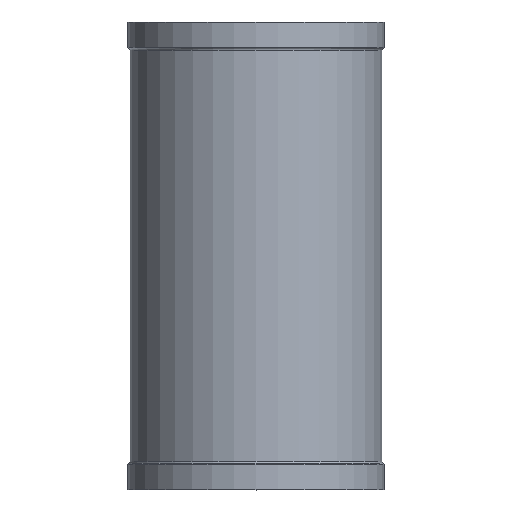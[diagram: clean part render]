
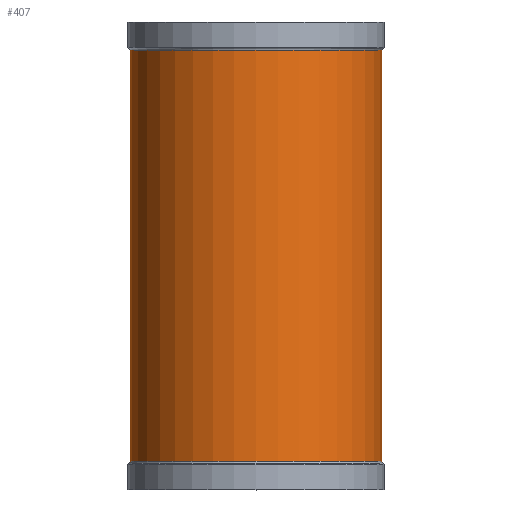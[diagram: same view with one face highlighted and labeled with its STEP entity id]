
A CAD part, top view. The second image highlights one B-rep face of the part: STEP entity #407.
In plain terms, the highlighted cylindrical face has radius 24.5 mm (diameter 49 mm), a partial arc.
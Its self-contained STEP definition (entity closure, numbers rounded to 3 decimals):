
#39 = ORIENTED_EDGE ( 'NONE', *, *, #196, .F. ) ;
#81 = CIRCLE ( 'NONE', #705, 24.5 ) ;
#85 = ORIENTED_EDGE ( 'NONE', *, *, #352, .T. ) ;
#154 = VERTEX_POINT ( 'NONE', #780 ) ;
#184 = ORIENTED_EDGE ( 'NONE', *, *, #608, .T. ) ;
#196 = EDGE_CURVE ( 'NONE', #854, #640, #327, .T. ) ;
#239 = DIRECTION ( 'NONE',  ( -1., 0., 0. ) ) ;
#249 = DIRECTION ( 'NONE',  ( 0., 1., 0. ) ) ;
#259 = AXIS2_PLACEMENT_3D ( 'NONE', #396, #784, #239 ) ;
#302 = FACE_OUTER_BOUND ( 'NONE', #406, .T. ) ;
#311 = CARTESIAN_POINT ( 'NONE',  ( -25., 92.053, 0. ) ) ;
#320 = CARTESIAN_POINT ( 'NONE',  ( -25., -40., 0. ) ) ;
#327 = LINE ( 'NONE', #923, #933 ) ;
#340 = ORIENTED_EDGE ( 'NONE', *, *, #886, .T. ) ;
#352 = EDGE_CURVE ( 'NONE', #853, #640, #650, .T. ) ;
#380 = CARTESIAN_POINT ( 'NONE',  ( -49.5, 40., 0. ) ) ;
#396 = CARTESIAN_POINT ( 'NONE',  ( -25., 40., 0. ) ) ;
#406 = EDGE_LOOP ( 'NONE', ( #340, #184, #85, #39 ) ) ;
#407 = ADVANCED_FACE ( 'NONE', ( #302 ), #867, .T. ) ;
#446 = AXIS2_PLACEMENT_3D ( 'NONE', #311, #249, #851 ) ;
#505 = LINE ( 'NONE', #809, #899 ) ;
#540 = DIRECTION ( 'NONE',  ( 0., 1., 0. ) ) ;
#560 = CARTESIAN_POINT ( 'NONE',  ( -49.5, -40., 0. ) ) ;
#608 = EDGE_CURVE ( 'NONE', #154, #853, #505, .T. ) ;
#640 = VERTEX_POINT ( 'NONE', #380 ) ;
#650 = CIRCLE ( 'NONE', #259, 24.5 ) ;
#705 = AXIS2_PLACEMENT_3D ( 'NONE', #320, #928, #724 ) ;
#724 = DIRECTION ( 'NONE',  ( 1., 0., 0. ) ) ;
#780 = CARTESIAN_POINT ( 'NONE',  ( -0.5, -40., 0. ) ) ;
#784 = DIRECTION ( 'NONE',  ( 0., -1., 0. ) ) ;
#806 = DIRECTION ( 'NONE',  ( 0., 1., 0. ) ) ;
#809 = CARTESIAN_POINT ( 'NONE',  ( -0.5, 92.053, 0. ) ) ;
#843 = CARTESIAN_POINT ( 'NONE',  ( -0.5, 40., 0. ) ) ;
#851 = DIRECTION ( 'NONE',  ( -1., 0., 0. ) ) ;
#853 = VERTEX_POINT ( 'NONE', #843 ) ;
#854 = VERTEX_POINT ( 'NONE', #560 ) ;
#867 = CYLINDRICAL_SURFACE ( 'NONE', #446, 24.5 ) ;
#886 = EDGE_CURVE ( 'NONE', #854, #154, #81, .T. ) ;
#899 = VECTOR ( 'NONE', #806, 1000. ) ;
#923 = CARTESIAN_POINT ( 'NONE',  ( -49.5, 92.053, 0. ) ) ;
#928 = DIRECTION ( 'NONE',  ( 0., 1., 0. ) ) ;
#933 = VECTOR ( 'NONE', #540, 1000. ) ;
